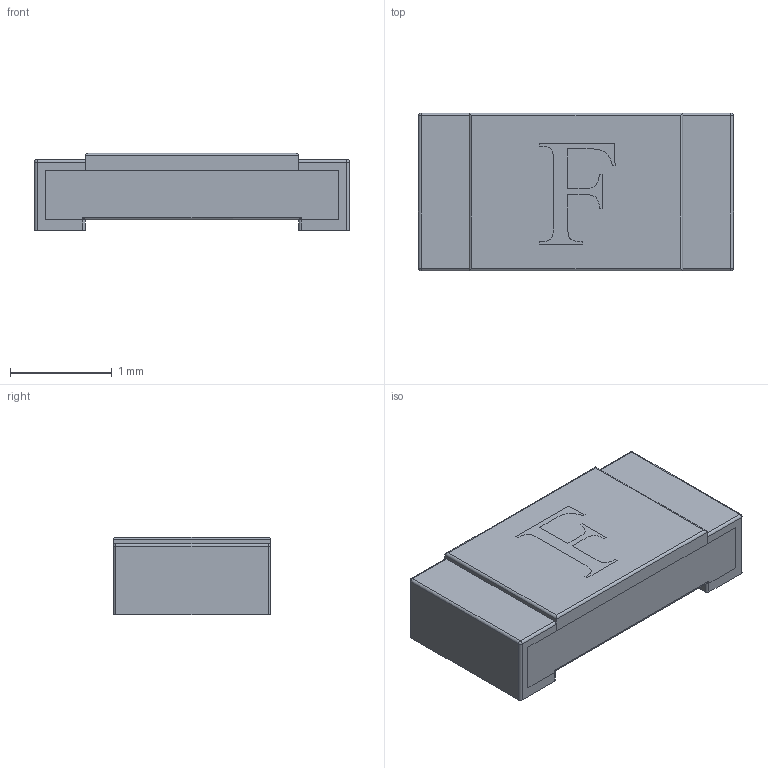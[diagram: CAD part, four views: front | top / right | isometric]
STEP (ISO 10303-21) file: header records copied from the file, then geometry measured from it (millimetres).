
FILE_DESCRIPTION(/* description */ (''),/* implementation_level */ '2;1');
FILE_NAME(/* name */ 'FUSE 1206_3216 0.6MM.step',/* time_stamp */ '2020-05-13T19:59:21+01:00',/* author */ (''),/* organization */ (''),/* preprocessor_version */ 'ST-DEVELOPER v18.1',/* originating_system */ 'Autodesk Translation Framework v9.2.0.1227',/* authorisation */ '');
FILE_SCHEMA (('AUTOMOTIVE_DESIGN { 1 0 10303 214 3 1 1 }'));
Length unit declared in the file: millimetre
Products named in the file (1): FUSE 1206_3216 0.6MM
Bounding box: 3.1 x 1.55 x 0.76 mm (x, y, z)
Volume: 3.2 mm3; surface area: 16.2 mm2
Topology: 1 solids, 1 shells, 49 faces, 149 edges, 103 vertices
Faces by surface type: cylinder 24, plane 21, sphere 4
Entity records: 1813 total; most frequent: CARTESIAN_POINT 366, ORIENTED_EDGE 298, DIRECTION 269, EDGE_CURVE 149, VERTEX_POINT 103, LINE 97, VECTOR 97, AXIS2_PLACEMENT_3D 86
